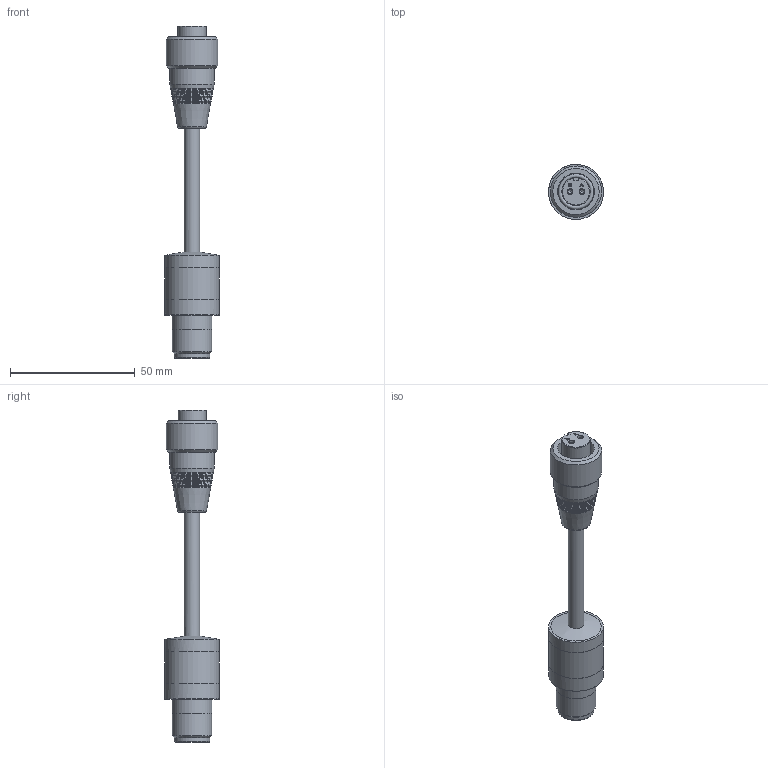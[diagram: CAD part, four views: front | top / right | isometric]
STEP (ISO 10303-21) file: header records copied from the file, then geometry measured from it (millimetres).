
FILE_DESCRIPTION(/* description */ (''),/* implementation_level */ '2;1');
FILE_NAME(/* name */ 'CMX2503.stp',/* time_stamp */ '2017-05-08T14:25:22-04:00',/* author */ ('aneininger'),/* organization */ ('CONNECTION TECHNOLOGY CENTER'),/* preprocessor_version */ 'ST-DEVELOPER v16.5',/* originating_system */ 'Autodesk Inventor 2017',/* authorisation */ '');
FILE_SCHEMA (('AUTOMOTIVE_DESIGN { 1 0 10303 214 3 1 1 }'));
Length unit declared in the file: inch
Products named in the file (1): Part35
Bounding box: 22.05 x 22.04 x 133.17 mm (x, y, z)
Volume: 20641.7 mm3; surface area: 10819.5 mm2
Topology: 5 solids, 14 shells, 534 faces, 1334 edges, 869 vertices
Faces by surface type: plane 228, bspline 126, cylinder 106, cone 45, torus 28, sphere 1
Full cylindrical faces by diameter (mm): 1.016 x2, 1.587 x6, 1.727 x4, 2.032 x2, 2.286 x2, 2.565 x2, 2.794 x2, 2.819 x2, 3.302 x3, 3.81 x2, 3.988 x1, 4.064 x6, 4.142 x1, 6.223 x1, 11.684 x2, 12.649 x1, 12.827 x1, 13.335 x1, 14.275 x1, 14.605 x1, 14.732 x1, 15.875 x2, 15.9 x1, 17.78 x1, 18.923 x1, 20.574 x1, 21.996 x2, 22.047 x3
Entity records: 20066 total; most frequent: CARTESIAN_POINT 8180, ORIENTED_EDGE 2342, DIRECTION 1981, EDGE_CURVE 1169, VERTEX_POINT 821, AXIS2_PLACEMENT_3D 725, EDGE_LOOP 718, FACE_OUTER_BOUND 534
